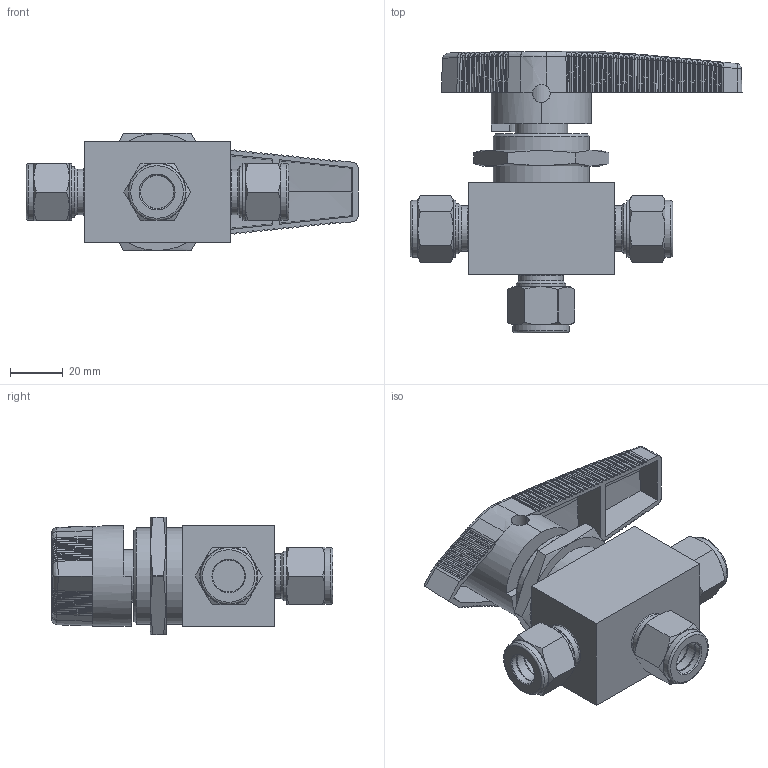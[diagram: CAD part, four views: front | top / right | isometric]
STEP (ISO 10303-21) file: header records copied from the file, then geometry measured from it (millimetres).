
FILE_DESCRIPTION(('FreeCAD Model'),'2;1');
FILE_NAME('Open CASCADE Shape Model','2025-12-09T09:40:51',('Author'),( ''),'Open CASCADE STEP processor 7.8','FreeCAD','Unknown');
FILE_SCHEMA(('AUTOMOTIVE_DESIGN { 1 0 10303 214 1 1 1 1 }'));
Length unit declared in the file: millimetre
Products named in the file (9): BVN1-2D-3B-D-12M-S002; BVN1-2D-3B-D-12M-S; BVN1-2D-3B-D-12M-S001; BVN1-2D-3B-D-12M-S003; S1; S4; S5; S7; S8
Assembly tree (8 placements, depth 4):
  BVN1-2D-3B-D-12M-S002
    BVN1-2D-3B-D-12M-S
    BVN1-2D-3B-D-12M-S001
      BVN1-2D-3B-D-12M-S003
        S1
        S4
        S5
        S7
        S8
Bounding box: 126.08 x 107.01 x 44.46 mm (x, y, z)
Volume: 152575.3 mm3; surface area: 47385.7 mm2
Topology: 6 solids, 9 shells, 723 faces, 1839 edges, 1169 vertices
Faces by surface type: bspline 258, cylinder 236, plane 112, cone 93, torus 24
Full cylindrical faces by diameter (mm): 10.7 x1, 12.13 x2, 12.15 x2, 12.18 x4, 12.6 x1, 12.62 x1, 12.65 x2, 15 x2, 15.34 x2, 15.49 x1, 15.81 x1, 16.62 x2, 16.9 x2, 17.05 x2, 17.09 x1, 17.28 x4, 17.37 x1, 17.446 x1, 17.676 x2, 18.82 x1, 19.05 x2, 19.17 x1, 19.4 x2, 20 x1, 21.5 x4, 21.57 x1, 36.513 x2
Entity records: 32118 total; most frequent: CARTESIAN_POINT 16585, ORIENTED_EDGE 3674, DIRECTION 2714, EDGE_CURVE 1837, VERTEX_POINT 1169, AXIS2_PLACEMENT_3D 1086, FACE_BOUND 774, EDGE_LOOP 774
